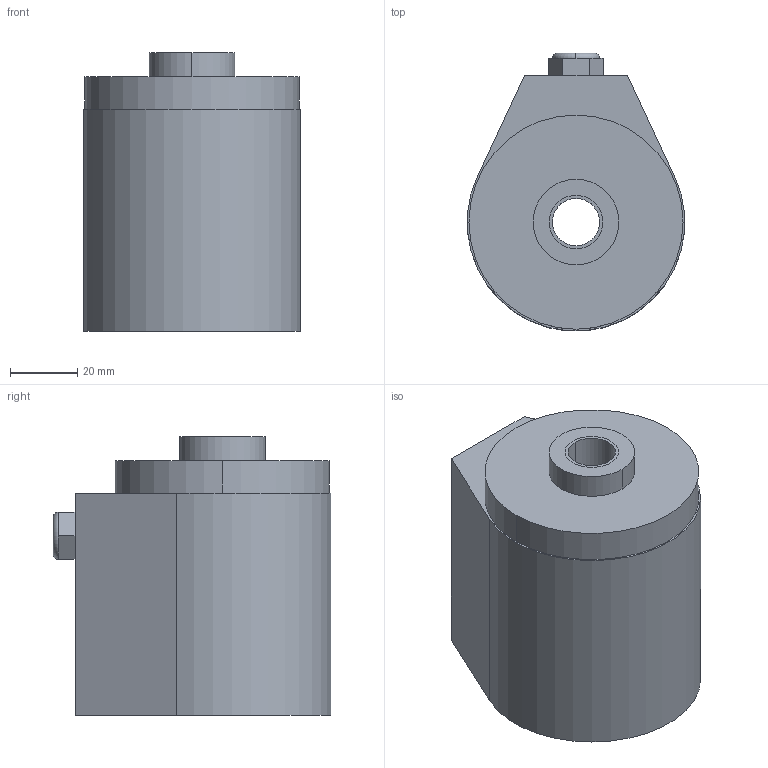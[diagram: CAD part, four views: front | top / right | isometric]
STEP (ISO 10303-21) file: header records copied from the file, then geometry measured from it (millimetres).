
FILE_DESCRIPTION((''),'2;1');
FILE_NAME('ILCM42021002','2018-07-17T',('ngp'),(''),'PRO/ENGINEER BY PARAMETRIC TECHNOLOGY CORPORATION, 2013320','PRO/ENGINEER BY PARAMETRIC TECHNOLOGY CORPORATION, 2013320','');
FILE_SCHEMA(('AUTOMOTIVE_DESIGN { 1 0 10303 214 1 1 1 1 }'));
Length unit declared in the file: millimetre
Products named in the file (1): ILCM42021002
Bounding box: 64.27 x 82.3 x 82.53 mm (x, y, z)
Volume: 261457.3 mm3; surface area: 33611.4 mm2
Topology: 1 solids, 5 shells, 74 faces, 156 edges, 98 vertices
Faces by surface type: cylinder 35, plane 31, cone 6, torus 2
Entity records: 2702 total; most frequent: DIRECTION 388, CARTESIAN_POINT 330, ORIENTED_EDGE 302, PRESENTATION_STYLE_ASSIGNMENT 173, STYLED_ITEM 160, AXIS2_PLACEMENT_3D 157, CURVE_STYLE 156, EDGE_CURVE 156
